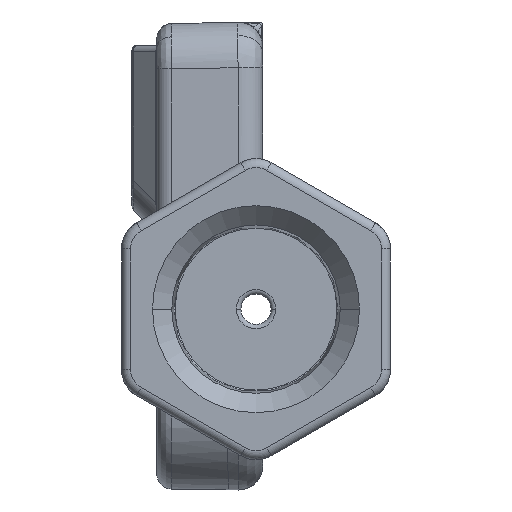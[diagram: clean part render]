
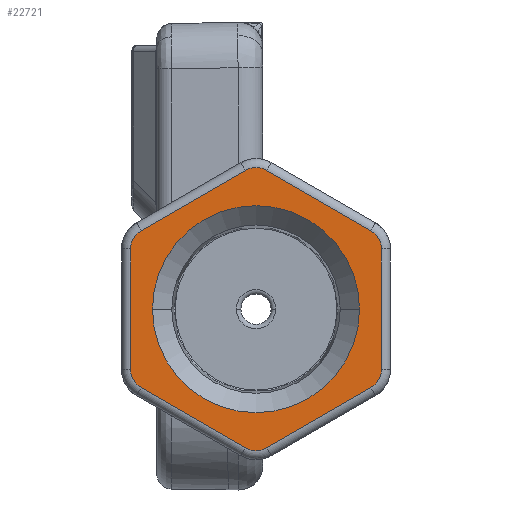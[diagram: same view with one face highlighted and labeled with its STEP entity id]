
A CAD part, left-side view. The second image highlights one B-rep face of the part: STEP entity #22721.
In plain terms, the highlighted planar face has unit normal (-1, 0, 0).
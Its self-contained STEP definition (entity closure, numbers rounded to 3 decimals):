
#223 = AXIS2_PLACEMENT_3D ( 'NONE', #36190, #6608, #39297 ) ;
#505 = DIRECTION ( 'NONE',  ( 1., 0., 0. ) ) ;
#887 = DIRECTION ( 'NONE',  ( 0., -0.866, 0.5 ) ) ;
#928 = VERTEX_POINT ( 'NONE', #33633 ) ;
#1153 = CIRCLE ( 'NONE', #26517, 0.7 ) ;
#1467 = ORIENTED_EDGE ( 'NONE', *, *, #41761, .T. ) ;
#2014 = CARTESIAN_POINT ( 'NONE',  ( -24., -3.93, 1.992 ) ) ;
#2479 = DIRECTION ( 'NONE',  ( 1., 0., 0. ) ) ;
#3185 = DIRECTION ( 'NONE',  ( 0., -1., 0. ) ) ;
#3471 = DIRECTION ( 'NONE',  ( -1., 0., 0. ) ) ;
#3562 = DIRECTION ( 'NONE',  ( 0., 0.866, -0.5 ) ) ;
#4465 = EDGE_CURVE ( 'NONE', #9247, #41965, #43972, .T. ) ;
#4631 = CARTESIAN_POINT ( 'NONE',  ( -24., 5.801, -1.57 ) ) ;
#4834 = VERTEX_POINT ( 'NONE', #45826 ) ;
#5531 = VECTOR ( 'NONE', #18413, 1000. ) ;
#6008 = DIRECTION ( 'NONE',  ( 0., -1., 0. ) ) ;
#6364 = CIRCLE ( 'NONE', #20199, 0.7 ) ;
#6608 = DIRECTION ( 'NONE',  ( -1., 0., 0. ) ) ;
#7234 = DIRECTION ( 'NONE',  ( -1., 0., 0. ) ) ;
#7683 = CIRCLE ( 'NONE', #34525, 3.425 ) ;
#8092 = EDGE_CURVE ( 'NONE', #41965, #20057, #1153, .T. ) ;
#8310 = ORIENTED_EDGE ( 'NONE', *, *, #45703, .T. ) ;
#8393 = AXIS2_PLACEMENT_3D ( 'NONE', #32490, #39942, #36361 ) ;
#8535 = CARTESIAN_POINT ( 'NONE',  ( -24., 0.22, 3.984 ) ) ;
#8632 = CARTESIAN_POINT ( 'NONE',  ( -24., 1.651, -5.618 ) ) ;
#8718 = CARTESIAN_POINT ( 'NONE',  ( -24., 0.22, 0. ) ) ;
#9201 = LINE ( 'NONE', #23856, #29125 ) ;
#9247 = VERTEX_POINT ( 'NONE', #27883 ) ;
#10262 = EDGE_CURVE ( 'NONE', #31797, #9247, #28651, .T. ) ;
#10997 = AXIS2_PLACEMENT_3D ( 'NONE', #8535, #23171, #19597 ) ;
#11476 = EDGE_CURVE ( 'NONE', #15206, #4834, #40932, .T. ) ;
#12431 = ORIENTED_EDGE ( 'NONE', *, *, #27829, .T. ) ;
#12873 = CARTESIAN_POINT ( 'NONE',  ( -24., -3.58, 2.598 ) ) ;
#12896 = VERTEX_POINT ( 'NONE', #21569 ) ;
#12900 = DIRECTION ( 'NONE',  ( 0., -1., 0. ) ) ;
#13573 = ORIENTED_EDGE ( 'NONE', *, *, #27337, .T. ) ;
#14467 = ORIENTED_EDGE ( 'NONE', *, *, #26218, .T. ) ;
#14567 = CARTESIAN_POINT ( 'NONE',  ( -24., 3.67, 1.992 ) ) ;
#14983 = EDGE_LOOP ( 'NONE', ( #8310, #12431 ) ) ;
#15202 = DIRECTION ( 'NONE',  ( 0., -1., 0. ) ) ;
#15206 = VERTEX_POINT ( 'NONE', #29372 ) ;
#15389 = VECTOR ( 'NONE', #30122, 1000. ) ;
#15484 = ORIENTED_EDGE ( 'NONE', *, *, #11476, .T. ) ;
#15773 = ORIENTED_EDGE ( 'NONE', *, *, #28010, .T. ) ;
#16079 = LINE ( 'NONE', #8632, #28280 ) ;
#16999 = CARTESIAN_POINT ( 'NONE',  ( -24., 3.645, 0. ) ) ;
#17208 = LINE ( 'NONE', #42209, #20500 ) ;
#17895 = EDGE_CURVE ( 'NONE', #22895, #23387, #46392, .T. ) ;
#18170 = DIRECTION ( 'NONE',  ( 0., -1., 0. ) ) ;
#18413 = DIRECTION ( 'NONE',  ( 0., 0., -1. ) ) ;
#18867 = VERTEX_POINT ( 'NONE', #25761 ) ;
#19080 = LINE ( 'NONE', #4631, #15389 ) ;
#19597 = DIRECTION ( 'NONE',  ( 0., -1., 0. ) ) ;
#20057 = VERTEX_POINT ( 'NONE', #23793 ) ;
#20103 = CARTESIAN_POINT ( 'NONE',  ( -24., 0.22, -3.984 ) ) ;
#20199 = AXIS2_PLACEMENT_3D ( 'NONE', #20103, #34273, #12900 ) ;
#20500 = VECTOR ( 'NONE', #38588, 1000. ) ;
#21569 = CARTESIAN_POINT ( 'NONE',  ( -24., -3.205, 0. ) ) ;
#21955 = CARTESIAN_POINT ( 'NONE',  ( -24., 0.22, 0. ) ) ;
#22227 = CARTESIAN_POINT ( 'NONE',  ( -24., 4.02, 2.598 ) ) ;
#22721 = ADVANCED_FACE ( 'NONE', ( #23803, #27649 ), #28126, .T. ) ;
#22895 = VERTEX_POINT ( 'NONE', #35486 ) ;
#23171 = DIRECTION ( 'NONE',  ( -1., 0., 0. ) ) ;
#23387 = VERTEX_POINT ( 'NONE', #39275 ) ;
#23793 = CARTESIAN_POINT ( 'NONE',  ( -24., 4.37, 1.992 ) ) ;
#23803 = FACE_OUTER_BOUND ( 'NONE', #45000, .T. ) ;
#23856 = CARTESIAN_POINT ( 'NONE',  ( -24., 1.651, 5.618 ) ) ;
#24008 = ORIENTED_EDGE ( 'NONE', *, *, #38650, .T. ) ;
#24023 = EDGE_CURVE ( 'NONE', #20057, #22895, #25161, .T. ) ;
#24224 = VERTEX_POINT ( 'NONE', #2014 ) ;
#25161 = LINE ( 'NONE', #40047, #5531 ) ;
#25761 = CARTESIAN_POINT ( 'NONE',  ( -24., -0.13, -4.59 ) ) ;
#25859 = EDGE_CURVE ( 'NONE', #18867, #15206, #16079, .T. ) ;
#26218 = EDGE_CURVE ( 'NONE', #24224, #33741, #30651, .T. ) ;
#26517 = AXIS2_PLACEMENT_3D ( 'NONE', #14567, #3471, #18170 ) ;
#27128 = AXIS2_PLACEMENT_3D ( 'NONE', #32689, #7234, #31988 ) ;
#27337 = EDGE_CURVE ( 'NONE', #33741, #31797, #9201, .T. ) ;
#27649 = FACE_BOUND ( 'NONE', #14983, .T. ) ;
#27829 = EDGE_CURVE ( 'NONE', #39833, #12896, #7683, .T. ) ;
#27883 = CARTESIAN_POINT ( 'NONE',  ( -24., 0.57, 4.59 ) ) ;
#28010 = EDGE_CURVE ( 'NONE', #23387, #928, #19080, .T. ) ;
#28126 = PLANE ( 'NONE',  #29847 ) ;
#28280 = VECTOR ( 'NONE', #887, 1000. ) ;
#28651 = CIRCLE ( 'NONE', #10997, 0.7 ) ;
#29125 = VECTOR ( 'NONE', #38511, 1000. ) ;
#29372 = CARTESIAN_POINT ( 'NONE',  ( -24., -3.58, -2.598 ) ) ;
#29669 = ORIENTED_EDGE ( 'NONE', *, *, #4465, .T. ) ;
#29847 = AXIS2_PLACEMENT_3D ( 'NONE', #34832, #35550, #6008 ) ;
#30122 = DIRECTION ( 'NONE',  ( 0., -0.866, -0.5 ) ) ;
#30651 = CIRCLE ( 'NONE', #8393, 0.7 ) ;
#31313 = ORIENTED_EDGE ( 'NONE', *, *, #10262, .T. ) ;
#31797 = VERTEX_POINT ( 'NONE', #39914 ) ;
#31988 = DIRECTION ( 'NONE',  ( 0., -1., 0. ) ) ;
#32490 = CARTESIAN_POINT ( 'NONE',  ( -24., -3.23, 1.992 ) ) ;
#32689 = CARTESIAN_POINT ( 'NONE',  ( -24., -3.23, -1.992 ) ) ;
#33158 = ORIENTED_EDGE ( 'NONE', *, *, #24023, .T. ) ;
#33633 = CARTESIAN_POINT ( 'NONE',  ( -24., 0.57, -4.59 ) ) ;
#33741 = VERTEX_POINT ( 'NONE', #12873 ) ;
#34273 = DIRECTION ( 'NONE',  ( -1., 0., 0. ) ) ;
#34525 = AXIS2_PLACEMENT_3D ( 'NONE', #21955, #2479, #3185 ) ;
#34832 = CARTESIAN_POINT ( 'NONE',  ( -24., 4.895, 0. ) ) ;
#35486 = CARTESIAN_POINT ( 'NONE',  ( -24., 4.37, -1.992 ) ) ;
#35550 = DIRECTION ( 'NONE',  ( -1., 0., 0. ) ) ;
#36190 = CARTESIAN_POINT ( 'NONE',  ( -24., 3.67, -1.992 ) ) ;
#36361 = DIRECTION ( 'NONE',  ( 0., -1., 0. ) ) ;
#36532 = CARTESIAN_POINT ( 'NONE',  ( -24., 5.801, 1.57 ) ) ;
#38511 = DIRECTION ( 'NONE',  ( 0., 0.866, 0.5 ) ) ;
#38588 = DIRECTION ( 'NONE',  ( 0., 0., 1. ) ) ;
#38650 = EDGE_CURVE ( 'NONE', #928, #18867, #6364, .T. ) ;
#39275 = CARTESIAN_POINT ( 'NONE',  ( -24., 4.02, -2.598 ) ) ;
#39297 = DIRECTION ( 'NONE',  ( 0., -1., 0. ) ) ;
#39833 = VERTEX_POINT ( 'NONE', #16999 ) ;
#39914 = CARTESIAN_POINT ( 'NONE',  ( -24., -0.13, 4.59 ) ) ;
#39942 = DIRECTION ( 'NONE',  ( -1., 0., 0. ) ) ;
#40047 = CARTESIAN_POINT ( 'NONE',  ( -24., 4.37, 0. ) ) ;
#40932 = CIRCLE ( 'NONE', #27128, 0.7 ) ;
#41486 = CIRCLE ( 'NONE', #47611, 3.425 ) ;
#41761 = EDGE_CURVE ( 'NONE', #4834, #24224, #17208, .T. ) ;
#41965 = VERTEX_POINT ( 'NONE', #22227 ) ;
#42209 = CARTESIAN_POINT ( 'NONE',  ( -24., -3.93, 0. ) ) ;
#42758 = ORIENTED_EDGE ( 'NONE', *, *, #25859, .T. ) ;
#43830 = ORIENTED_EDGE ( 'NONE', *, *, #17895, .T. ) ;
#43972 = LINE ( 'NONE', #36532, #46098 ) ;
#45000 = EDGE_LOOP ( 'NONE', ( #29669, #47355, #33158, #43830, #15773, #24008, #42758, #15484, #1467, #14467, #13573, #31313 ) ) ;
#45703 = EDGE_CURVE ( 'NONE', #12896, #39833, #41486, .T. ) ;
#45826 = CARTESIAN_POINT ( 'NONE',  ( -24., -3.93, -1.992 ) ) ;
#46098 = VECTOR ( 'NONE', #3562, 1000. ) ;
#46392 = CIRCLE ( 'NONE', #223, 0.7 ) ;
#47355 = ORIENTED_EDGE ( 'NONE', *, *, #8092, .T. ) ;
#47611 = AXIS2_PLACEMENT_3D ( 'NONE', #8718, #505, #15202 ) ;
